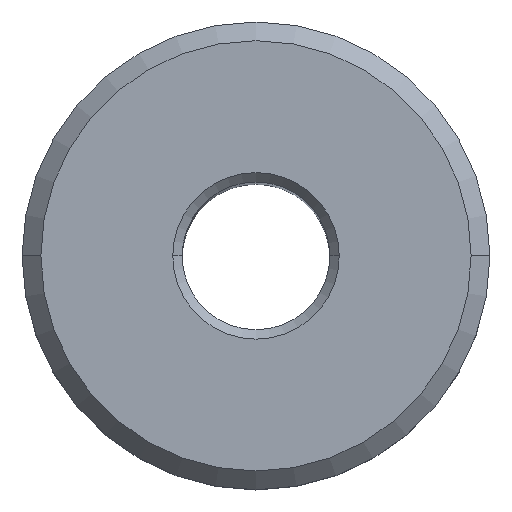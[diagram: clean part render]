
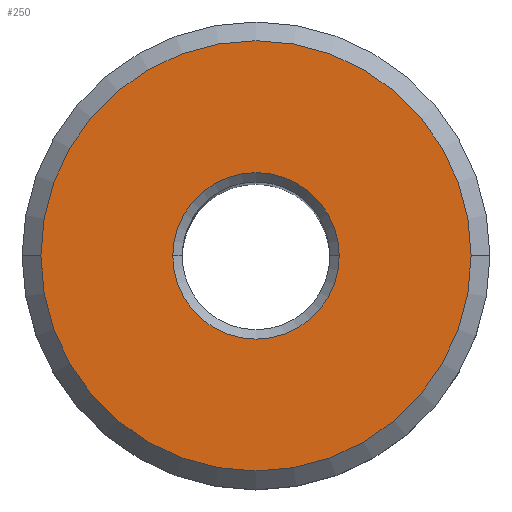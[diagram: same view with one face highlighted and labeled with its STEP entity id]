
A CAD part, top view. The second image highlights one B-rep face of the part: STEP entity #250.
In plain terms, the highlighted planar face has unit normal (0, 0, 1).
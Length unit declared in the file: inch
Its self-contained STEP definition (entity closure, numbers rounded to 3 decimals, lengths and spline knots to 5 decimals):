
#98 = CARTESIAN_POINT ( 'NONE',  ( 0., 0., 0. ) ) ;
#129 = AXIS2_PLACEMENT_3D ( 'NONE', #1024, #255, #595 ) ;
#207 = EDGE_CURVE ( 'NONE', #582, #733, #486, .T. ) ;
#250 = ADVANCED_FACE ( 'NONE', ( #706, #1046 ), #874, .F. ) ;
#255 = DIRECTION ( 'NONE',  ( 0., 0., -1. ) ) ;
#262 = DIRECTION ( 'NONE',  ( -1., 0., 0. ) ) ;
#367 = AXIS2_PLACEMENT_3D ( 'NONE', #98, #790, #262 ) ;
#388 = VERTEX_POINT ( 'NONE', #1009 ) ;
#394 = EDGE_CURVE ( 'NONE', #558, #388, #1105, .T. ) ;
#418 = AXIS2_PLACEMENT_3D ( 'NONE', #961, #869, #966 ) ;
#421 = ORIENTED_EDGE ( 'NONE', *, *, #941, .T. ) ;
#453 = AXIS2_PLACEMENT_3D ( 'NONE', #1052, #619, #455 ) ;
#455 = DIRECTION ( 'NONE',  ( -1., 0., 0. ) ) ;
#486 = CIRCLE ( 'NONE', #418, 0.34402 ) ;
#541 = CARTESIAN_POINT ( 'NONE',  ( -0.34402, 0., 0. ) ) ;
#547 = CARTESIAN_POINT ( 'NONE',  ( 0.34402, 0., 0. ) ) ;
#558 = VERTEX_POINT ( 'NONE', #908 ) ;
#574 = CARTESIAN_POINT ( 'NONE',  ( 0., 0., 0. ) ) ;
#582 = VERTEX_POINT ( 'NONE', #547 ) ;
#595 = DIRECTION ( 'NONE',  ( -1., 0., 0. ) ) ;
#598 = DIRECTION ( 'NONE',  ( -1., 0., 0. ) ) ;
#619 = DIRECTION ( 'NONE',  ( 0., 0., -1. ) ) ;
#706 = FACE_OUTER_BOUND ( 'NONE', #990, .T. ) ;
#733 = VERTEX_POINT ( 'NONE', #541 ) ;
#790 = DIRECTION ( 'NONE',  ( 0., 0., -1. ) ) ;
#793 = ORIENTED_EDGE ( 'NONE', *, *, #207, .T. ) ;
#800 = CIRCLE ( 'NONE', #367, 0.13311 ) ;
#814 = ORIENTED_EDGE ( 'NONE', *, *, #909, .T. ) ;
#818 = AXIS2_PLACEMENT_3D ( 'NONE', #574, #867, #598 ) ;
#867 = DIRECTION ( 'NONE',  ( 0., 0., 1. ) ) ;
#869 = DIRECTION ( 'NONE',  ( 0., 0., 1. ) ) ;
#874 = PLANE ( 'NONE',  #453 ) ;
#896 = ORIENTED_EDGE ( 'NONE', *, *, #394, .T. ) ;
#903 = CIRCLE ( 'NONE', #818, 0.34402 ) ;
#908 = CARTESIAN_POINT ( 'NONE',  ( 0.13311, 0., 0. ) ) ;
#909 = EDGE_CURVE ( 'NONE', #733, #582, #903, .T. ) ;
#941 = EDGE_CURVE ( 'NONE', #388, #558, #800, .T. ) ;
#961 = CARTESIAN_POINT ( 'NONE',  ( 0., 0., 0. ) ) ;
#966 = DIRECTION ( 'NONE',  ( -1., 0., 0. ) ) ;
#990 = EDGE_LOOP ( 'NONE', ( #814, #793 ) ) ;
#1009 = CARTESIAN_POINT ( 'NONE',  ( -0.13311, 0., 0. ) ) ;
#1024 = CARTESIAN_POINT ( 'NONE',  ( 0., 0., 0. ) ) ;
#1046 = FACE_BOUND ( 'NONE', #1080, .T. ) ;
#1052 = CARTESIAN_POINT ( 'NONE',  ( 0., 0.37402, 0. ) ) ;
#1080 = EDGE_LOOP ( 'NONE', ( #896, #421 ) ) ;
#1105 = CIRCLE ( 'NONE', #129, 0.13311 ) ;
